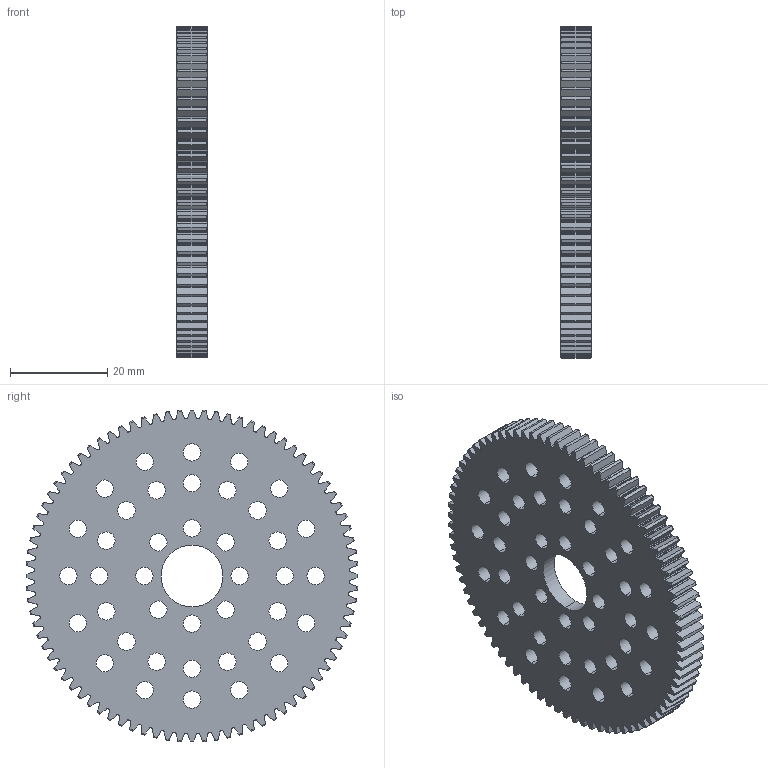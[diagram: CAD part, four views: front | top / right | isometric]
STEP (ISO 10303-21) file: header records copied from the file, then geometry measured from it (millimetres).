
FILE_DESCRIPTION (( 'STEP AP203' ), '1' );
FILE_NAME ('615210.STEP', '2014-07-22T20:10:33', ( 'Kyle' ), ( 'Microsoft' ), 'SwSTEP 2.0', 'SolidWorks 2014', '' );
FILE_SCHEMA (( 'CONFIG_CONTROL_DESIGN' ));
Length unit declared in the file: inch
Products named in the file (1): 615210
Bounding box: 6.35 x 68.26 x 68.26 mm (x, y, z)
Volume: 10760.6 mm3; surface area: 10684.5 mm2
Topology: 1 solids, 1 shells, 795 faces, 2374 edges, 1582 vertices
Faces by surface type: cylinder 455, torus 169, bspline 168, plane 3
Entity records: 34532 total; most frequent: CARTESIAN_POINT 13652, ORIENTED_EDGE 4748, DIRECTION 4041, EDGE_CURVE 2374, AXIS2_PLACEMENT_3D 1709, VERTEX_POINT 1582, CIRCLE 1081, EDGE_LOOP 878
